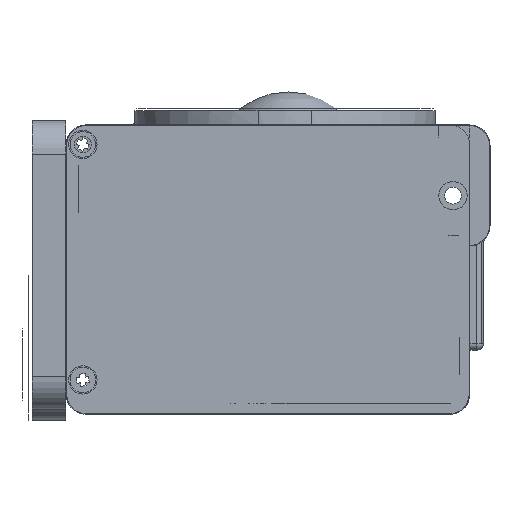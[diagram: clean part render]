
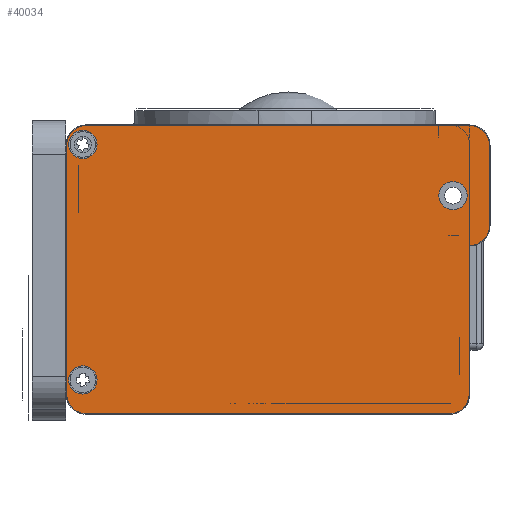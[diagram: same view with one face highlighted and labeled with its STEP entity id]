
A CAD part, front view. The second image highlights one B-rep face of the part: STEP entity #40034.
In plain terms, the highlighted planar face has unit normal (0, -1, 0).
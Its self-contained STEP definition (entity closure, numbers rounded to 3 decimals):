
#1486=FACE_BOUND('',#6448,.T.);
#1487=FACE_BOUND('',#6449,.T.);
#1488=FACE_BOUND('',#6450,.T.);
#2712=PLANE('',#42595);
#4408=FACE_OUTER_BOUND('',#6447,.T.);
#6447=EDGE_LOOP('',(#37749,#37750,#37751,#37752,#37753,#37754,#37755,#37756,
#37757,#37758));
#6448=EDGE_LOOP('',(#37759));
#6449=EDGE_LOOP('',(#37760));
#6450=EDGE_LOOP('',(#37761));
#7290=CIRCLE('',#42596,2.9);
#7291=CIRCLE('',#42597,2.9);
#7292=CIRCLE('',#42598,2.9);
#7293=CIRCLE('',#42599,2.9);
#7294=CIRCLE('',#42600,2.9);
#7295=CIRCLE('',#42601,2.1);
#7296=CIRCLE('',#42602,2.1);
#7297=CIRCLE('',#42603,2.1);
#12110=LINE('',#70880,#16941);
#12111=LINE('',#70884,#16942);
#12112=LINE('',#70888,#16943);
#12113=LINE('',#70892,#16944);
#12114=LINE('',#70895,#16945);
#16941=VECTOR('',#52279,12.);
#16942=VECTOR('',#52282,57.);
#16943=VECTOR('',#52285,37.);
#16944=VECTOR('',#52288,54.);
#16945=VECTOR('',#52291,22.102);
#21417=VERTEX_POINT('',#70876);
#21418=VERTEX_POINT('',#70877);
#21419=VERTEX_POINT('',#70879);
#21420=VERTEX_POINT('',#70881);
#21421=VERTEX_POINT('',#70883);
#21422=VERTEX_POINT('',#70885);
#21423=VERTEX_POINT('',#70887);
#21424=VERTEX_POINT('',#70889);
#21425=VERTEX_POINT('',#70891);
#21426=VERTEX_POINT('',#70893);
#21427=VERTEX_POINT('',#70896);
#21428=VERTEX_POINT('',#70898);
#21429=VERTEX_POINT('',#70900);
#27538=EDGE_CURVE('',#21417,#21418,#7290,.T.);
#27539=EDGE_CURVE('',#21418,#21419,#12110,.T.);
#27540=EDGE_CURVE('',#21419,#21420,#7291,.T.);
#27541=EDGE_CURVE('',#21420,#21421,#12111,.T.);
#27542=EDGE_CURVE('',#21421,#21422,#7292,.T.);
#27543=EDGE_CURVE('',#21422,#21423,#12112,.T.);
#27544=EDGE_CURVE('',#21423,#21424,#7293,.T.);
#27545=EDGE_CURVE('',#21424,#21425,#12113,.T.);
#27546=EDGE_CURVE('',#21425,#21426,#7294,.T.);
#27547=EDGE_CURVE('',#21426,#21417,#12114,.T.);
#27548=EDGE_CURVE('',#21427,#21427,#7295,.T.);
#27549=EDGE_CURVE('',#21428,#21428,#7296,.T.);
#27550=EDGE_CURVE('',#21429,#21429,#7297,.T.);
#37749=ORIENTED_EDGE('',*,*,#27538,.T.);
#37750=ORIENTED_EDGE('',*,*,#27539,.T.);
#37751=ORIENTED_EDGE('',*,*,#27540,.T.);
#37752=ORIENTED_EDGE('',*,*,#27541,.T.);
#37753=ORIENTED_EDGE('',*,*,#27542,.T.);
#37754=ORIENTED_EDGE('',*,*,#27543,.T.);
#37755=ORIENTED_EDGE('',*,*,#27544,.T.);
#37756=ORIENTED_EDGE('',*,*,#27545,.T.);
#37757=ORIENTED_EDGE('',*,*,#27546,.T.);
#37758=ORIENTED_EDGE('',*,*,#27547,.T.);
#37759=ORIENTED_EDGE('',*,*,#27548,.F.);
#37760=ORIENTED_EDGE('',*,*,#27549,.F.);
#37761=ORIENTED_EDGE('',*,*,#27550,.F.);
#40034=ADVANCED_FACE('',(#4408,#1486,#1487,#1488),#2712,.F.);
#42595=AXIS2_PLACEMENT_3D('',#70875,#52275,#52276);
#42596=AXIS2_PLACEMENT_3D('',#70878,#52277,#52278);
#42597=AXIS2_PLACEMENT_3D('',#70882,#52280,#52281);
#42598=AXIS2_PLACEMENT_3D('',#70886,#52283,#52284);
#42599=AXIS2_PLACEMENT_3D('',#70890,#52286,#52287);
#42600=AXIS2_PLACEMENT_3D('',#70894,#52289,#52290);
#42601=AXIS2_PLACEMENT_3D('',#70897,#52292,#52293);
#42602=AXIS2_PLACEMENT_3D('',#70899,#52294,#52295);
#42603=AXIS2_PLACEMENT_3D('',#70901,#52296,#52297);
#52275=DIRECTION('center_axis',(0.,1.,0.));
#52276=DIRECTION('ref_axis',(-1.,0.,0.));
#52277=DIRECTION('center_axis',(0.,-1.,0.));
#52278=DIRECTION('ref_axis',(0.707,0.,-0.707));
#52279=DIRECTION('',(0.,0.,1.));
#52280=DIRECTION('center_axis',(0.,-1.,0.));
#52281=DIRECTION('ref_axis',(0.707,0.,0.707));
#52282=DIRECTION('',(-1.,0.,0.));
#52283=DIRECTION('center_axis',(0.,-1.,0.));
#52284=DIRECTION('ref_axis',(-0.707,0.,0.707));
#52285=DIRECTION('',(0.,0.,-1.));
#52286=DIRECTION('center_axis',(0.,-1.,0.));
#52287=DIRECTION('ref_axis',(-0.707,0.,-0.707));
#52288=DIRECTION('',(1.,0.,0.));
#52289=DIRECTION('center_axis',(0.,-1.,0.));
#52290=DIRECTION('ref_axis',(0.707,0.,-0.707));
#52291=DIRECTION('',(0.,0.,1.));
#52292=DIRECTION('center_axis',(0.,-1.,0.));
#52293=DIRECTION('ref_axis',(-1.,0.,0.));
#52294=DIRECTION('center_axis',(0.,-1.,0.));
#52295=DIRECTION('ref_axis',(-1.,0.,0.));
#52296=DIRECTION('center_axis',(0.,-1.,0.));
#52297=DIRECTION('ref_axis',(-1.,0.,0.));
#70875=CARTESIAN_POINT('Origin',(-0.1,-52.,20.4));
#70876=CARTESIAN_POINT('',(29.8,-52.,24.002));
#70877=CARTESIAN_POINT('',(32.8,-52.,26.9));
#70878=CARTESIAN_POINT('Origin',(29.9,-52.,26.9));
#70879=CARTESIAN_POINT('',(32.8,-52.,38.9));
#70880=CARTESIAN_POINT('',(32.8,-52.,22.15));
#70881=CARTESIAN_POINT('',(29.9,-52.,41.8));
#70882=CARTESIAN_POINT('Origin',(29.9,-52.,38.9));
#70883=CARTESIAN_POINT('',(-27.1,-52.,41.8));
#70884=CARTESIAN_POINT('',(-15.1,-52.,41.8));
#70885=CARTESIAN_POINT('',(-30.,-52.,38.9));
#70886=CARTESIAN_POINT('Origin',(-27.1,-52.,38.9));
#70887=CARTESIAN_POINT('',(-30.,-52.,1.9));
#70888=CARTESIAN_POINT('',(-30.,-52.,9.65));
#70889=CARTESIAN_POINT('',(-27.1,-52.,-1.));
#70890=CARTESIAN_POINT('Origin',(-27.1,-52.,1.9));
#70891=CARTESIAN_POINT('',(26.9,-52.,-1.));
#70892=CARTESIAN_POINT('',(14.9,-52.,-1.));
#70893=CARTESIAN_POINT('',(29.8,-52.,1.9));
#70894=CARTESIAN_POINT('Origin',(26.9,-52.,1.9));
#70895=CARTESIAN_POINT('',(29.8,-52.,31.15));
#70896=CARTESIAN_POINT('',(-29.7,-52.,4.));
#70897=CARTESIAN_POINT('Origin',(-27.6,-52.,4.));
#70898=CARTESIAN_POINT('',(25.3,-52.,31.4));
#70899=CARTESIAN_POINT('Origin',(27.4,-52.,31.4));
#70900=CARTESIAN_POINT('',(-29.7,-52.,39.));
#70901=CARTESIAN_POINT('Origin',(-27.6,-52.,39.));
